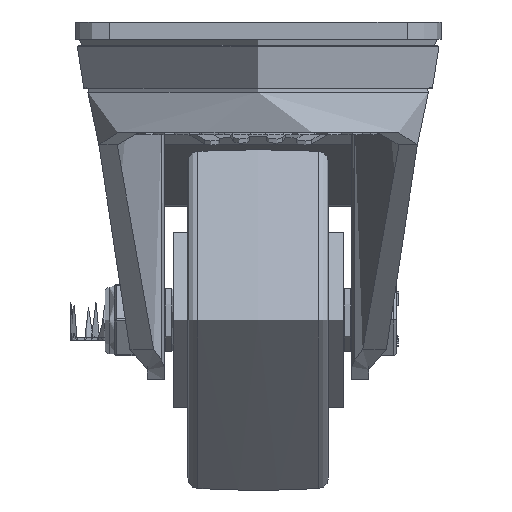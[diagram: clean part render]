
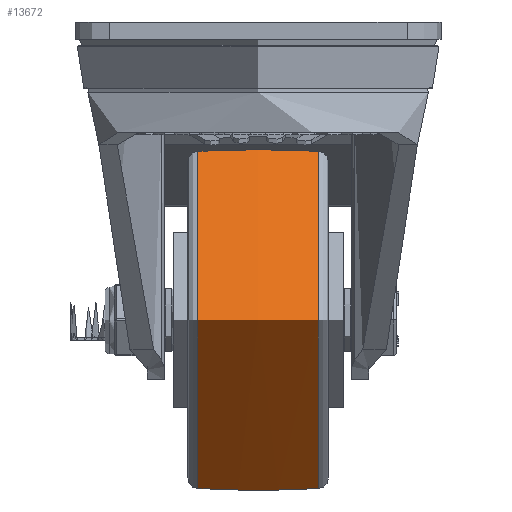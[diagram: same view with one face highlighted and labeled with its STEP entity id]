
A CAD part, left-side view. The second image highlights one B-rep face of the part: STEP entity #13672.
In plain terms, the highlighted free-form (B-spline) face has degree [2, 2] with [3, 9] control points.
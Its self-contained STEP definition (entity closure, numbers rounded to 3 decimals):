
#71=(
BOUNDED_SURFACE()
B_SPLINE_SURFACE(2,2,((#22557,#22558,#22559,#22560,#22561,#22562,#22563,
#22564,#22565),(#22566,#22567,#22568,#22569,#22570,#22571,#22572,#22573,
#22574),(#22575,#22576,#22577,#22578,#22579,#22580,#22581,#22582,#22583)),
 .UNSPECIFIED.,.F.,.T.,.F.)
B_SPLINE_SURFACE_WITH_KNOTS((3,3),(3,2,2,2,3),(-0.052,0.052),
(-3.142,-1.571,0.,1.571,3.142),
 .UNSPECIFIED.)
GEOMETRIC_REPRESENTATION_ITEM()
RATIONAL_B_SPLINE_SURFACE(((1.,0.707,1.,0.707,1.,
0.707,1.,0.707,1.),(0.999,0.706,
0.999,0.706,0.999,0.706,
0.999,0.706,0.999),(1.,0.707,
1.,0.707,1.,0.707,1.,0.707,1.)))
REPRESENTATION_ITEM('')
SURFACE()
);
#1803=FACE_OUTER_BOUND('',#2619,.T.);
#2619=EDGE_LOOP('',(#11042,#11043,#11044,#11045));
#5477=CIRCLE('',#14963,39.633);
#5478=CIRCLE('',#14964,272.5);
#5479=CIRCLE('',#14965,39.633);
#6385=VERTEX_POINT('',#22554);
#6386=VERTEX_POINT('',#22584);
#8038=EDGE_CURVE('',#6385,#6385,#5477,.T.);
#8039=EDGE_CURVE('',#6385,#6386,#5478,.T.);
#8040=EDGE_CURVE('',#6386,#6386,#5479,.T.);
#11042=ORIENTED_EDGE('',*,*,#8038,.F.);
#11043=ORIENTED_EDGE('',*,*,#8039,.T.);
#11044=ORIENTED_EDGE('',*,*,#8040,.T.);
#11045=ORIENTED_EDGE('',*,*,#8039,.F.);
#13672=ADVANCED_FACE('',(#1803),#71,.F.);
#14963=AXIS2_PLACEMENT_3D('',#22556,#17576,#17577);
#14964=AXIS2_PLACEMENT_3D('',#22585,#17578,#17579);
#14965=AXIS2_PLACEMENT_3D('',#22586,#17580,#17581);
#17576=DIRECTION('center_axis',(0.,1.,0.));
#17577=DIRECTION('ref_axis',(0.,0.,1.));
#17578=DIRECTION('center_axis',(-1.,0.,0.));
#17579=DIRECTION('ref_axis',(0.,0.,
-1.));
#17580=DIRECTION('center_axis',(0.,1.,0.));
#17581=DIRECTION('ref_axis',(0.,0.,1.));
#22554=CARTESIAN_POINT('',(0.,14.13,-39.633));
#22556=CARTESIAN_POINT('Origin',(0.,14.13,0.));
#22557=CARTESIAN_POINT('Ctrl Pts',(0.,-14.13,-39.633));
#22558=CARTESIAN_POINT('Ctrl Pts',(-39.633,-14.13,
-39.633));
#22559=CARTESIAN_POINT('Ctrl Pts',(-39.633,-14.13,
0.));
#22560=CARTESIAN_POINT('Ctrl Pts',(-39.633,-14.13,
39.633));
#22561=CARTESIAN_POINT('Ctrl Pts',(0.,-14.13,39.633));
#22562=CARTESIAN_POINT('Ctrl Pts',(39.633,-14.13,39.633));
#22563=CARTESIAN_POINT('Ctrl Pts',(39.633,-14.13,0.));
#22564=CARTESIAN_POINT('Ctrl Pts',(39.633,-14.13,-39.633));
#22565=CARTESIAN_POINT('Ctrl Pts',(0.,-14.13,-39.633));
#22566=CARTESIAN_POINT('Ctrl Pts',(0.,0.,-40.367));
#22567=CARTESIAN_POINT('Ctrl Pts',(-40.367,0.,
-40.367));
#22568=CARTESIAN_POINT('Ctrl Pts',(-40.367,0.,
0.));
#22569=CARTESIAN_POINT('Ctrl Pts',(-40.367,0.,
40.367));
#22570=CARTESIAN_POINT('Ctrl Pts',(0.,0.,40.367));
#22571=CARTESIAN_POINT('Ctrl Pts',(40.367,0.,
40.367));
#22572=CARTESIAN_POINT('Ctrl Pts',(40.367,0.,
0.));
#22573=CARTESIAN_POINT('Ctrl Pts',(40.367,0.,
-40.367));
#22574=CARTESIAN_POINT('Ctrl Pts',(0.,0.,-40.367));
#22575=CARTESIAN_POINT('Ctrl Pts',(0.,14.13,-39.633));
#22576=CARTESIAN_POINT('Ctrl Pts',(-39.633,14.13,-39.633));
#22577=CARTESIAN_POINT('Ctrl Pts',(-39.633,14.13,0.));
#22578=CARTESIAN_POINT('Ctrl Pts',(-39.633,14.13,39.633));
#22579=CARTESIAN_POINT('Ctrl Pts',(0.,14.13,39.633));
#22580=CARTESIAN_POINT('Ctrl Pts',(39.633,14.13,39.633));
#22581=CARTESIAN_POINT('Ctrl Pts',(39.633,14.13,0.));
#22582=CARTESIAN_POINT('Ctrl Pts',(39.633,14.13,-39.633));
#22583=CARTESIAN_POINT('Ctrl Pts',(0.,14.13,-39.633));
#22584=CARTESIAN_POINT('',(0.,-14.13,-39.633));
#22585=CARTESIAN_POINT('Origin',(0.,0.,
232.5));
#22586=CARTESIAN_POINT('Origin',(0.,-14.13,0.));
